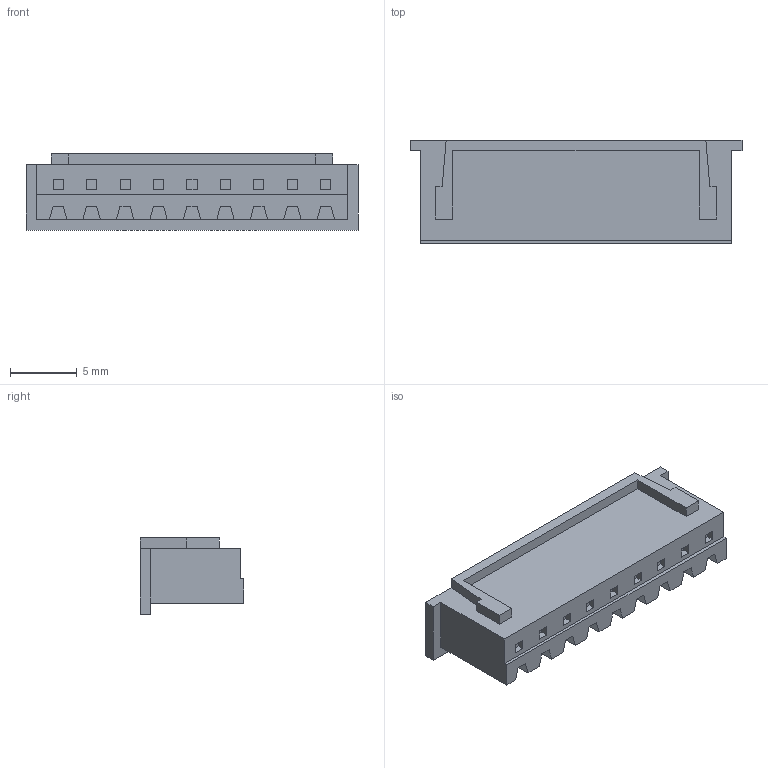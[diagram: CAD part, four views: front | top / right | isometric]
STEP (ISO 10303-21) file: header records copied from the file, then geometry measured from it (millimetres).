
FILE_DESCRIPTION (( 'STEP AP214' ), '1' );
FILE_NAME ('XHP-9.STEP', '2011-06-08T09:47:23', ( '9g-mnaganawa' ), ( 'ｊｓｔ－ｏｅｃ' ), 'SwSTEP 2.0', 'SolidWorks 2005235', '' );
FILE_SCHEMA (( 'AUTOMOTIVE_DESIGN' ));
Length unit declared in the file: millimetre
Products named in the file (1): XHP-9
Bounding box: 24.8 x 7.75 x 5.7 mm (x, y, z)
Volume: 714 mm3; surface area: 815.2 mm2
Topology: 1 solids, 1 shells, 186 faces, 498 edges, 332 vertices
Faces by surface type: plane 186
Entity records: 5705 total; most frequent: CARTESIAN_POINT 1017, ORIENTED_EDGE 996, DIRECTION 872, EDGE_CURVE 498, LINE 498, VECTOR 498, VERTEX_POINT 332, EDGE_LOOP 204
